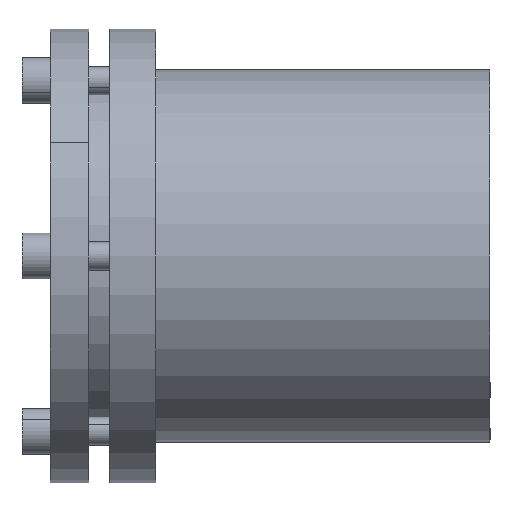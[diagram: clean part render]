
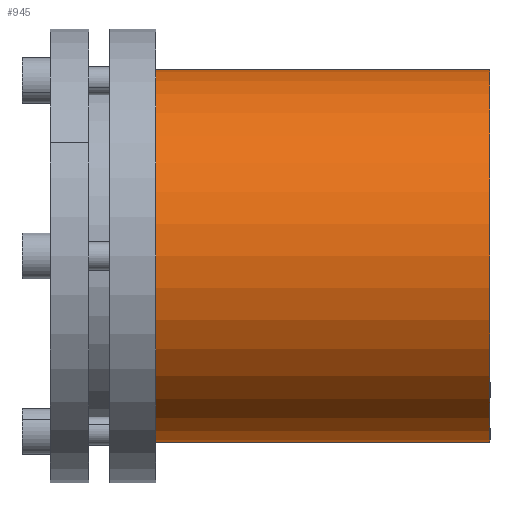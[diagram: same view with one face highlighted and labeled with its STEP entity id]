
A CAD part, left-side view. The second image highlights one B-rep face of the part: STEP entity #945.
In plain terms, the highlighted cylindrical face has radius 53 mm (diameter 106 mm), a partial arc.
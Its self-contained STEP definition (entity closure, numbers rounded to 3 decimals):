
#904=CARTESIAN_POINT('',(1.026,-19.0,-4.305));
#905=DIRECTION('',(0.0,-1.0,0.0));
#906=DIRECTION('',(-0.5,0.0,0.866));
#907=AXIS2_PLACEMENT_3D('',#904,#905,#906);
#908=CYLINDRICAL_SURFACE('',#907,53.);
#909=CARTESIAN_POINT('',(-25.474,-19.0,41.594));
#910=VERTEX_POINT('',#909);
#911=CARTESIAN_POINT('',(-25.474,-114.0,41.594));
#912=VERTEX_POINT('',#911);
#913=CARTESIAN_POINT('',(-25.474,-19.0,41.594));
#914=DIRECTION('',(0.0,-1.0,0.0));
#915=VECTOR('',#914,95.0);
#916=LINE('',#913,#915);
#917=EDGE_CURVE('',#910,#912,#916,.T.);
#918=ORIENTED_EDGE('',*,*,#917,.F.);
#919=CARTESIAN_POINT('',(27.526,-19.0,-50.205));
#920=VERTEX_POINT('',#919);
#921=CARTESIAN_POINT('',(1.026,-19.0,-4.305));
#922=DIRECTION('',(0.0,1.0,0.0));
#923=DIRECTION('',(-0.5,0.0,0.866));
#924=AXIS2_PLACEMENT_3D('',#921,#922,#923);
#925=CIRCLE('',#924,53.);
#926=EDGE_CURVE('',#920,#910,#925,.T.);
#927=ORIENTED_EDGE('',*,*,#926,.F.);
#928=CARTESIAN_POINT('',(27.526,-114.0,-50.205));
#929=VERTEX_POINT('',#928);
#930=CARTESIAN_POINT('',(27.526,-114.0,-50.205));
#931=DIRECTION('',(0.0,1.0,0.0));
#932=VECTOR('',#931,95.0);
#933=LINE('',#930,#932);
#934=EDGE_CURVE('',#929,#920,#933,.T.);
#935=ORIENTED_EDGE('',*,*,#934,.F.);
#936=CARTESIAN_POINT('',(1.026,-114.0,-4.305));
#937=DIRECTION('',(0.0,1.,0.0));
#938=DIRECTION('',(0.866,0.0,0.5));
#939=AXIS2_PLACEMENT_3D('',#936,#937,#938);
#940=CIRCLE('',#939,53.0);
#941=EDGE_CURVE('',#929,#912,#940,.T.);
#942=ORIENTED_EDGE('',*,*,#941,.T.);
#943=EDGE_LOOP('',(#918,#927,#935,#942));
#944=FACE_OUTER_BOUND('',#943,.T.);
#945=ADVANCED_FACE('',(#944),#908,.T.);
